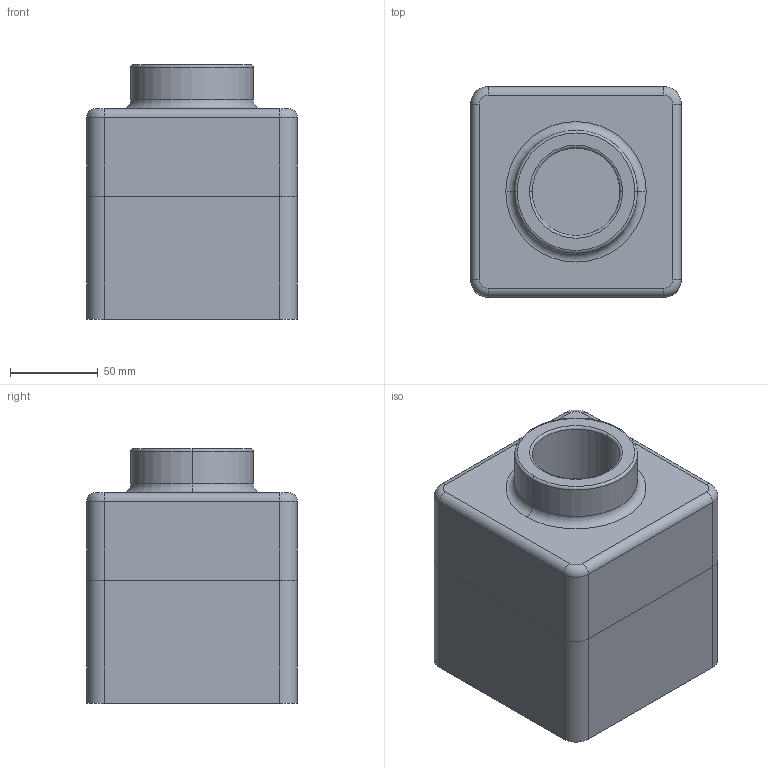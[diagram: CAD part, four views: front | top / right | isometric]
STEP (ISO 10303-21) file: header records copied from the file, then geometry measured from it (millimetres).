
FILE_DESCRIPTION (( 'STEP AP214' ), '1' );
FILE_NAME ('lesson_02_Assem1.STEP', '2025-12-17T19:51:51', ( '' ), ( '' ), 'SwSTEP 2.0', 'SolidWorks 2025', '' );
FILE_SCHEMA (( 'AUTOMOTIVE_DESIGN' ));
Length unit declared in the file: millimetre
Products named in the file (3): lesson_01; lesson_02; lesson_02_Assem1
Assembly tree (2 placements, depth 2):
  lesson_02_Assem1
    lesson_01
    lesson_02
Bounding box: 120 x 120 x 145 mm (x, y, z)
Volume: 294116.3 mm3; surface area: 209083.4 mm2
Topology: 2 solids, 2 shells, 82 faces, 192 edges, 120 vertices
Faces by surface type: cylinder 36, plane 30, torus 16
Entity records: 2452 total; most frequent: DIRECTION 462, CARTESIAN_POINT 399, ORIENTED_EDGE 384, EDGE_CURVE 192, AXIS2_PLACEMENT_3D 183, VERTEX_POINT 120, LINE 96, VECTOR 96
